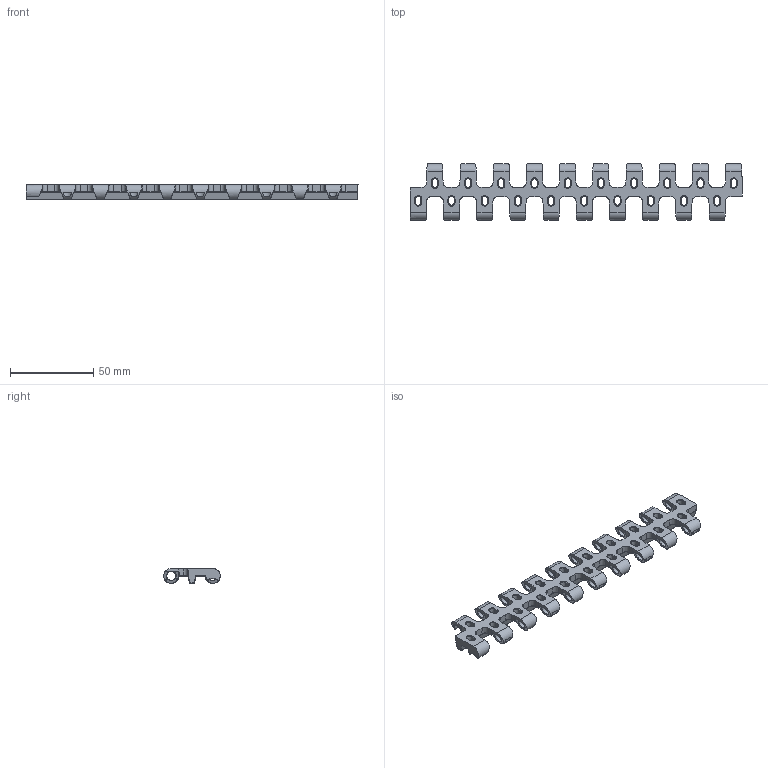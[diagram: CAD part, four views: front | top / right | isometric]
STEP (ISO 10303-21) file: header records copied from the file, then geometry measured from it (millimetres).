
FILE_DESCRIPTION( ( 'Unknown' ), '1' );
FILE_NAME( 'E25801 Endemodul.stp', 'Unknown', ( 'Unknown' ), ( 'Unknown' ), 'PSStep 16.0.42', 'Unknown', ' ' );
FILE_SCHEMA( ( 'AUTOMOTIVE_DESIGN { 1 0 10303 214 1 1 1 1 }' ) );
Length unit declared in the file: millimetre
Products named in the file (1): 1
Bounding box: 200 x 34 x 9 mm (x, y, z)
Volume: 18575.1 mm3; surface area: 16128.3 mm2
Topology: 1 solids, 1 shells, 1274 faces, 3459 edges, 2048 vertices
Faces by surface type: cylinder 385, bspline 372, plane 288, torus 90, cone 78, sphere 47, extrusion 14
Full cylindrical faces by diameter (mm): 5.39 x18
Entity records: 77973 total; most frequent: CARTESIAN_POINT 39371, ORIENTED_EDGE 6634, DIRECTION 5138, EDGE_CURVE 3317, VERTEX_POINT 2028, AXIS2_PLACEMENT_3D 2017, EDGE_LOOP 1333, FACE_OUTER_BOUND 1294
